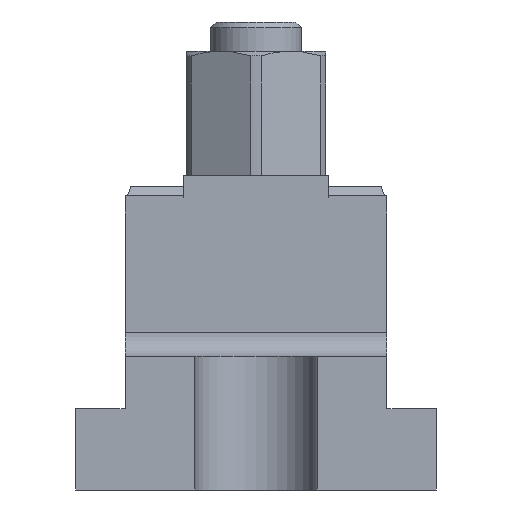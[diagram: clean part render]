
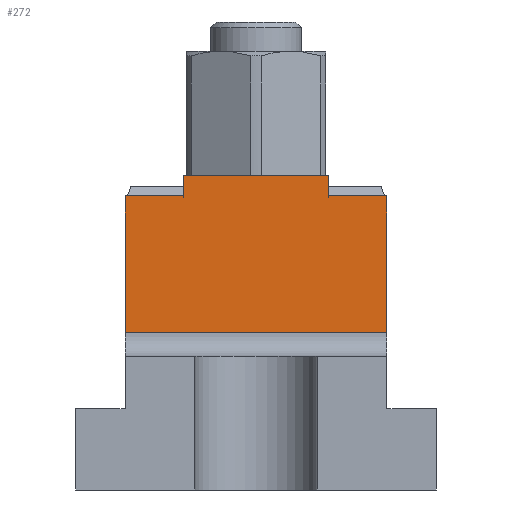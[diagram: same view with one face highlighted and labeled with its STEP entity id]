
A CAD part, left-side view. The second image highlights one B-rep face of the part: STEP entity #272.
In plain terms, the highlighted planar face has unit normal (-1, 0, 0).
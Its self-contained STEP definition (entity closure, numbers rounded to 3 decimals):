
#272=ADVANCED_FACE('',(#491),#400,.T.);
#400=PLANE('',#2433);
#491=FACE_OUTER_BOUND('',#594,.T.);
#594=EDGE_LOOP('',(#818,#819,#820,#821,#822,#823,#824,#825));
#818=ORIENTED_EDGE('',*,*,#1647,.F.);
#819=ORIENTED_EDGE('',*,*,#1651,.T.);
#820=ORIENTED_EDGE('',*,*,#1649,.T.);
#821=ORIENTED_EDGE('',*,*,#1652,.F.);
#822=ORIENTED_EDGE('',*,*,#1653,.F.);
#823=ORIENTED_EDGE('',*,*,#1654,.T.);
#824=ORIENTED_EDGE('',*,*,#1655,.F.);
#825=ORIENTED_EDGE('',*,*,#1656,.F.);
#1416=VERTEX_POINT('',#3330);
#1417=VERTEX_POINT('',#3332);
#1418=VERTEX_POINT('',#3336);
#1419=VERTEX_POINT('',#3338);
#1420=VERTEX_POINT('',#3343);
#1421=VERTEX_POINT('',#3345);
#1422=VERTEX_POINT('',#3347);
#1423=VERTEX_POINT('',#3349);
#1647=EDGE_CURVE('',#1417,#1416,#1960,.T.);
#1649=EDGE_CURVE('',#1419,#1418,#1962,.T.);
#1651=EDGE_CURVE('',#1417,#1419,#1963,.T.);
#1652=EDGE_CURVE('',#1420,#1418,#1964,.T.);
#1653=EDGE_CURVE('',#1421,#1420,#1965,.T.);
#1654=EDGE_CURVE('',#1421,#1422,#1966,.T.);
#1655=EDGE_CURVE('',#1423,#1422,#1967,.T.);
#1656=EDGE_CURVE('',#1416,#1423,#1968,.T.);
#1960=LINE('',#3333,#2209);
#1962=LINE('',#3337,#2211);
#1963=LINE('',#3341,#2212);
#1964=LINE('',#3342,#2213);
#1965=LINE('',#3344,#2214);
#1966=LINE('',#3346,#2215);
#1967=LINE('',#3348,#2216);
#1968=LINE('',#3350,#2217);
#2209=VECTOR('',#2681,1.);
#2211=VECTOR('',#2685,1.);
#2212=VECTOR('',#2690,1.);
#2213=VECTOR('',#2691,1.);
#2214=VECTOR('',#2692,1.);
#2215=VECTOR('',#2693,1.);
#2216=VECTOR('',#2694,1.);
#2217=VECTOR('',#2695,1.);
#2433=AXIS2_PLACEMENT_3D('',#3351,#2696,#2697);
#2681=DIRECTION('',(0.,0.,1.));
#2685=DIRECTION('',(0.,0.,1.));
#2690=DIRECTION('',(0.,-1.,0.));
#2691=DIRECTION('',(0.,-1.,0.));
#2692=DIRECTION('',(0.,0.,-1.));
#2693=DIRECTION('',(0.,1.,0.));
#2694=DIRECTION('',(0.,0.,1.));
#2695=DIRECTION('',(0.,-1.,0.));
#2696=DIRECTION('',(-1.,0.,0.));
#2697=DIRECTION('',(0.,0.,1.));
#3330=CARTESIAN_POINT('',(68.,53.5,50.532));
#3332=CARTESIAN_POINT('',(68.,53.5,27.));
#3333=CARTESIAN_POINT('',(68.,53.5,54.2));
#3336=CARTESIAN_POINT('',(68.,8.5,50.532));
#3337=CARTESIAN_POINT('',(68.,8.5,54.2));
#3338=CARTESIAN_POINT('',(68.,8.5,27.));
#3341=CARTESIAN_POINT('',(68.,8.5,27.));
#3342=CARTESIAN_POINT('',(68.,8.5,50.532));
#3343=CARTESIAN_POINT('',(68.,18.5,50.532));
#3344=CARTESIAN_POINT('',(68.,18.5,23.));
#3345=CARTESIAN_POINT('',(68.,18.5,53.996));
#3346=CARTESIAN_POINT('',(68.,8.5,53.996));
#3347=CARTESIAN_POINT('',(68.,43.5,53.996));
#3348=CARTESIAN_POINT('',(68.,43.5,23.));
#3349=CARTESIAN_POINT('',(68.,43.5,50.532));
#3350=CARTESIAN_POINT('',(68.,8.5,50.532));
#3351=CARTESIAN_POINT('',(68.,8.5,23.));
